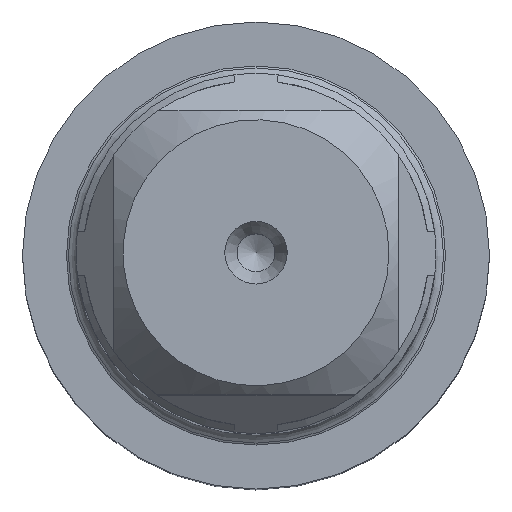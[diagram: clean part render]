
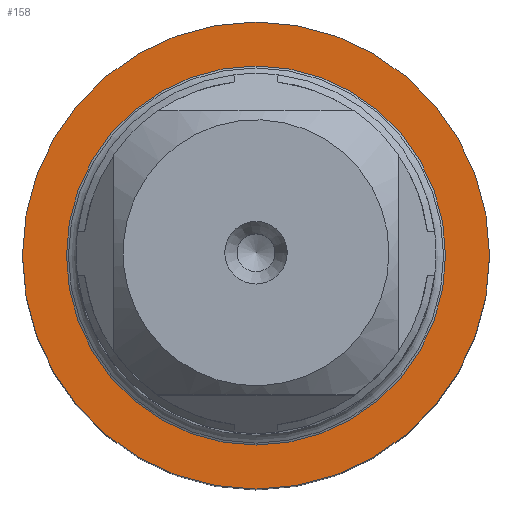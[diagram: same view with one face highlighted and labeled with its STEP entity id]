
A CAD part, top view. The second image highlights one B-rep face of the part: STEP entity #158.
In plain terms, the highlighted planar face has unit normal (0, 0, 1).
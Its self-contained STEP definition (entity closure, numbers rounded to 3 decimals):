
#59=FACE_OUTER_BOUND('',#236,.T.);
#94=PLANE('',#630);
#158=ADVANCED_FACE('',(#59),#94,.F.);
#236=EDGE_LOOP('',(#362));
#362=ORIENTED_EDGE('',*,*,#479,.T.);
#415=VERTEX_POINT('',#1011);
#479=EDGE_CURVE('',#415,#415,#506,.T.);
#506=CIRCLE('',#628,12.327);
#628=AXIS2_PLACEMENT_3D('',#1010,#782,#783);
#630=AXIS2_PLACEMENT_3D('',#1013,#786,#787);
#782=DIRECTION('',(0.,0.,1.));
#783=DIRECTION('',(1.,0.,0.));
#786=DIRECTION('',(0.,0.,-1.));
#787=DIRECTION('',(-1.,0.,0.));
#1010=CARTESIAN_POINT('',(0.,0.,-84.));
#1011=CARTESIAN_POINT('',(12.327,0.,-84.));
#1013=CARTESIAN_POINT('',(12.327,0.,-84.));
